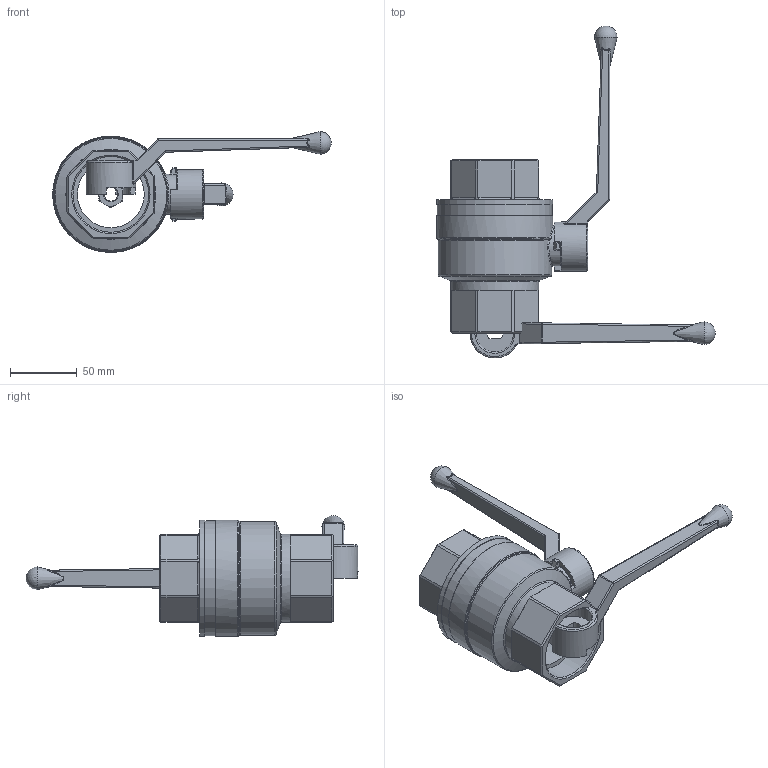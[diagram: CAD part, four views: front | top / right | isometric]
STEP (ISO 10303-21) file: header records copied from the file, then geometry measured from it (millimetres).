
FILE_DESCRIPTION( ( 'Unknown' ), '1' );
FILE_NAME( '2.280.050.stp', 'Unknown', ( 'Unknown' ), ( 'Unknown' ), 'PSStep 13.0', 'Unknown', ' ' );
FILE_SCHEMA( ( 'AUTOMOTIVE_DESIGN { 1 0 10303 214 1 1 1 1 }' ) );
Length unit declared in the file: millimetre
Products named in the file (4): Assem1; Alu-Hebel _2; M12-niedrig; 2.280.050
Bounding box: 208.44 x 248.43 x 90.5 mm (x, y, z)
Volume: 728514.7 mm3; surface area: 150335.3 mm2
Topology: 6 solids, 6 shells, 486 faces, 1208 edges, 722 vertices
Faces by surface type: plane 206, cylinder 130, bspline 62, cone 42, sphere 26, torus 20
Full cylindrical faces by diameter (mm): 10.106 x2, 28 x4, 30 x4, 37 x2, 50 x2, 56.656 x4, 66 x2, 85 x2, 86 x2, 87 x4
Entity records: 12816 total; most frequent: CARTESIAN_POINT 5457, DIRECTION 1104, ORIENTED_EDGE 1104, EDGE_CURVE 552, AXIS2_PLACEMENT_3D 416, VERTEX_POINT 346, EDGE_LOOP 280, LINE 272
